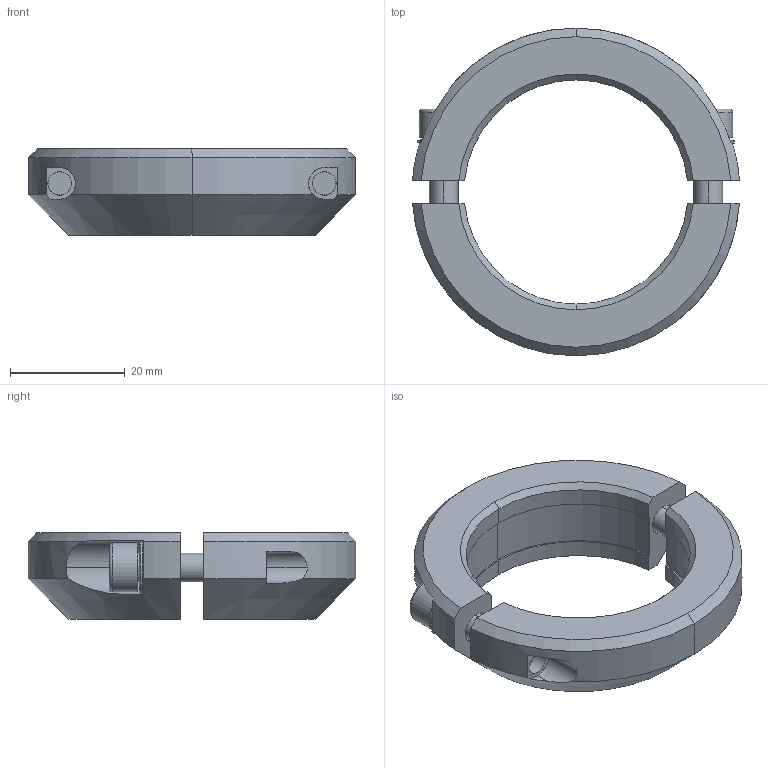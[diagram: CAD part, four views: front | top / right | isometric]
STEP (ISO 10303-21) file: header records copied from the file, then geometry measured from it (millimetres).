
FILE_DESCRIPTION(('no description'),'unknown implementation level');
FILE_NAME('72797CB1-9CCF-422B-94CC-674FC1CC3C72_export.stp',' ',('CIMSOURCE GmbH'),('CADClick - KiM GmbH - www.kimweb.de'),'unknown preprocess','ACIS','unknown authorization');
FILE_SCHEMA(('automotive_design'));
Length unit declared in the file: millimetre
Products named in the file (6): 663.140 Kaiser AR 41|690.104 Kaiser ETL M5 X 20A_Standard;NONE; 663.140 Kaiser AR 41|663.917 Kaiser Ringsegment rechts_Standard;NONE; 663.140 Kaiser AR 41|693.176 Kaiser ETL �5,3_9,2L_Standard;NONE; 663.140 Kaiser AR 41|663.918 Kaiser Ringsegment links_Standard;NONE
Bounding box: 56.86 x 57 x 15 mm (x, y, z)
Volume: 14446.5 mm3; surface area: 8394.5 mm2
Topology: 6 solids, 6 shells, 136 faces, 336 edges, 208 vertices
Faces by surface type: plane 54, cylinder 42, cone 36, torus 4
Entity records: 8100 total; most frequent: CARTESIAN_POINT 879, DIRECTION 736, STYLED_ITEM 682, PRESENTATION_STYLE_ASSIGNMENT 682, COLOUR_RGB 682, ORIENTED_EDGE 664, EDGE_CURVE 332, CURVE_STYLE 332
